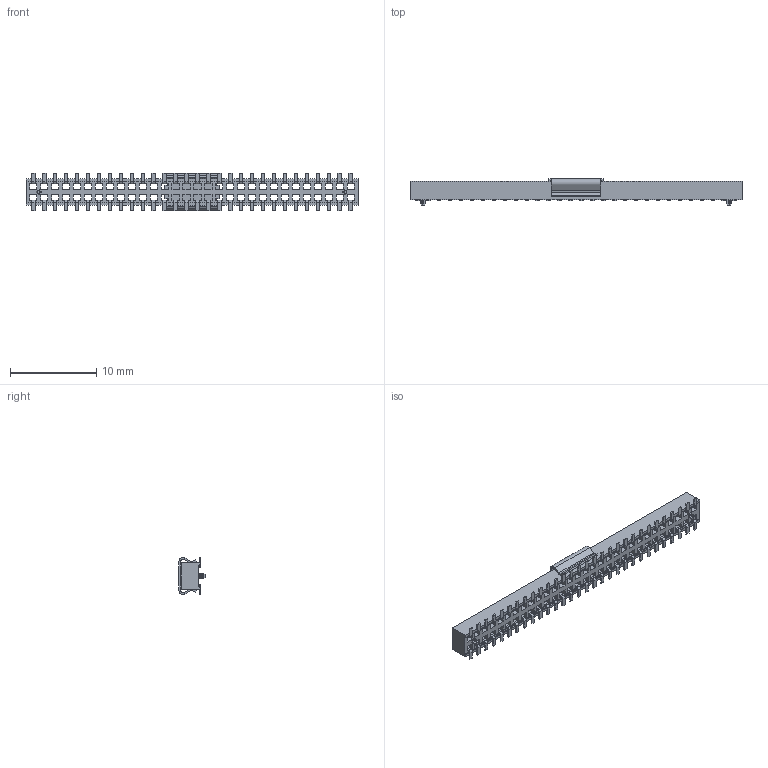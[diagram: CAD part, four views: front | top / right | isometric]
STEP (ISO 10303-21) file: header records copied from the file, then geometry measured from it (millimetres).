
FILE_DESCRIPTION( ( 'STEP AP203' ), '1' );
FILE_NAME( 'CLP-130-02-F-D-BE-A-P.stp', '2021-12-20T14:17:39', ( 'License CC BY-ND 4.0' ), ( 'CADENAS' ), ' ', 'PARTsolutions', ' ' );
FILE_SCHEMA( ( 'CONFIG_CONTROL_DESIGN' ) );
Length unit declared in the file: inch
Products named in the file (5): CLP-130-02-F-D-BE-A-P; _CLP-130-2-F-D-BE-A-P_terminal; _C-106-22-130-BE_Pin; _CLP_ap; _LMP-01-CLP30_mp
Assembly tree (6 placements, depth 2):
  CLP-130-02-F-D-BE-A-P
    _CLP-130-2-F-D-BE-A-P_terminal
    _C-106-22-130-BE_Pin  x2
    _CLP_ap  x2
    _LMP-01-CLP30_mp
Bounding box: 38.53 x 3.02 x 4.32 mm (x, y, z)
Volume: 192.5 mm3; surface area: 956.1 mm2
Topology: 6 solids, 6 shells, 816 faces, 2404 edges, 1600 vertices
Faces by surface type: plane 688, cylinder 128
Entity records: 18426 total; most frequent: CARTESIAN_POINT 3247, ORIENTED_EDGE 3232, DIRECTION 2862, EDGE_CURVE 1616, LINE 1480, VECTOR 1480, VERTEX_POINT 1076, AXIS2_PLACEMENT_3D 691
